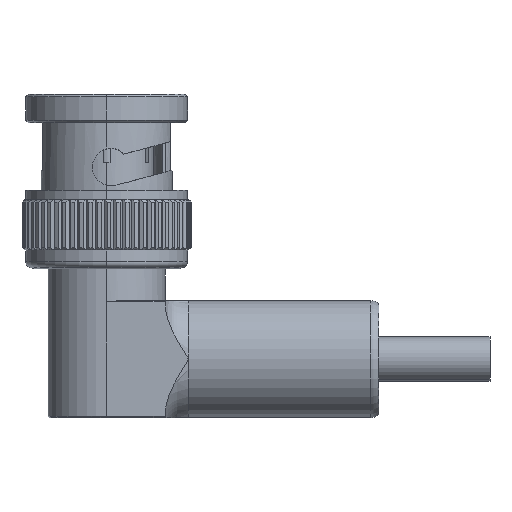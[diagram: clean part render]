
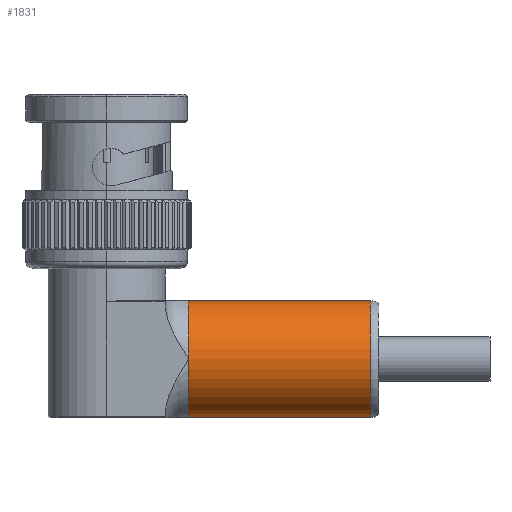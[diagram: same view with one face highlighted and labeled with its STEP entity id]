
A CAD part, left-side view. The second image highlights one B-rep face of the part: STEP entity #1831.
In plain terms, the highlighted cylindrical face has radius 5 mm (diameter 10 mm), a partial arc.
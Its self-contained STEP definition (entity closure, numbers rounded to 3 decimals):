
#122 = ORIENTED_EDGE ( 'NONE', *, *, #2538, .F. ) ;
#191 = CARTESIAN_POINT ( 'NONE',  ( -5., -7., 0. ) ) ;
#358 = FACE_OUTER_BOUND ( 'NONE', #14504, .T. ) ;
#830 = VERTEX_POINT ( 'NONE', #12677 ) ;
#968 = AXIS2_PLACEMENT_3D ( 'NONE', #9192, #8021, #5712 ) ;
#1688 = ORIENTED_EDGE ( 'NONE', *, *, #9113, .T. ) ;
#1831 = ADVANCED_FACE ( 'NONE', ( #358 ), #14903, .T. ) ;
#1963 = AXIS2_PLACEMENT_3D ( 'NONE', #9737, #2865, #10879 ) ;
#2538 = EDGE_CURVE ( 'NONE', #10688, #3352, #14174, .T. ) ;
#2865 = DIRECTION ( 'NONE',  ( 0., 1., 0. ) ) ;
#3352 = VERTEX_POINT ( 'NONE', #3648 ) ;
#3526 = DIRECTION ( 'NONE',  ( 0., 1., 0. ) ) ;
#3648 = CARTESIAN_POINT ( 'NONE',  ( 0., -7., 5. ) ) ;
#3974 = CARTESIAN_POINT ( 'NONE',  ( 0., -22.586, 0. ) ) ;
#5116 = DIRECTION ( 'NONE',  ( 0., 0., -1. ) ) ;
#5170 = AXIS2_PLACEMENT_3D ( 'NONE', #12114, #5228, #13289 ) ;
#5228 = DIRECTION ( 'NONE',  ( 0., 1., 0. ) ) ;
#5336 = CARTESIAN_POINT ( 'NONE',  ( 0., -22.586, 5. ) ) ;
#5712 = DIRECTION ( 'NONE',  ( 0., 0., 1. ) ) ;
#5723 = DIRECTION ( 'NONE',  ( 0., 1., 0. ) ) ;
#5943 = ORIENTED_EDGE ( 'NONE', *, *, #11352, .T. ) ;
#7465 = ORIENTED_EDGE ( 'NONE', *, *, #9642, .F. ) ;
#7704 = CIRCLE ( 'NONE', #5170, 5. ) ;
#8021 = DIRECTION ( 'NONE',  ( 0., 1., 0. ) ) ;
#8252 = VECTOR ( 'NONE', #5723, 1000. ) ;
#8521 = ORIENTED_EDGE ( 'NONE', *, *, #9406, .F. ) ;
#9113 = EDGE_CURVE ( 'NONE', #10962, #3352, #9243, .T. ) ;
#9192 = CARTESIAN_POINT ( 'NONE',  ( 0., 0., 0. ) ) ;
#9243 = LINE ( 'NONE', #10423, #9612 ) ;
#9406 = EDGE_CURVE ( 'NONE', #11884, #10688, #7704, .T. ) ;
#9612 = VECTOR ( 'NONE', #3526, 1000. ) ;
#9642 = EDGE_CURVE ( 'NONE', #830, #11884, #10941, .T. ) ;
#9737 = CARTESIAN_POINT ( 'NONE',  ( 0., -7., 0. ) ) ;
#9825 = CIRCLE ( 'NONE', #12397, 5. ) ;
#10423 = CARTESIAN_POINT ( 'NONE',  ( 0., 0., 5. ) ) ;
#10688 = VERTEX_POINT ( 'NONE', #191 ) ;
#10748 = CARTESIAN_POINT ( 'NONE',  ( 0., -7., -5. ) ) ;
#10879 = DIRECTION ( 'NONE',  ( 0., 0., 1. ) ) ;
#10941 = LINE ( 'NONE', #12602, #8252 ) ;
#10962 = VERTEX_POINT ( 'NONE', #5336 ) ;
#11352 = EDGE_CURVE ( 'NONE', #830, #10962, #9825, .T. ) ;
#11884 = VERTEX_POINT ( 'NONE', #10748 ) ;
#12018 = DIRECTION ( 'NONE',  ( 0., 1., 0. ) ) ;
#12114 = CARTESIAN_POINT ( 'NONE',  ( 0., -7., 0. ) ) ;
#12397 = AXIS2_PLACEMENT_3D ( 'NONE', #3974, #12018, #5116 ) ;
#12602 = CARTESIAN_POINT ( 'NONE',  ( 0., 0., -5. ) ) ;
#12677 = CARTESIAN_POINT ( 'NONE',  ( 0., -22.586, -5. ) ) ;
#13289 = DIRECTION ( 'NONE',  ( 0., 0., 1. ) ) ;
#14174 = CIRCLE ( 'NONE', #1963, 5. ) ;
#14504 = EDGE_LOOP ( 'NONE', ( #7465, #5943, #1688, #122, #8521 ) ) ;
#14903 = CYLINDRICAL_SURFACE ( 'NONE', #968, 5. ) ;
